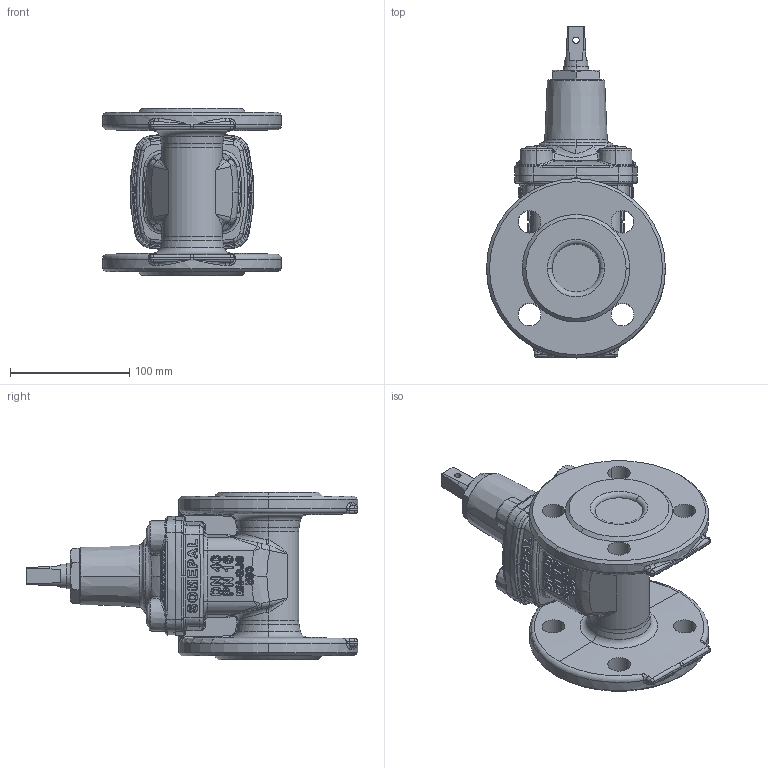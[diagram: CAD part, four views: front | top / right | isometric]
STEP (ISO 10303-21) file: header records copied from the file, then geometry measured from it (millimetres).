
FILE_DESCRIPTION (( 'STEP AP214' ), '1' );
FILE_NAME ('VCE FL S14 DN40 PN16 MOD3000.STEP', '2014-09-30T07:41:12', ( '' ), ( '' ), 'SwSTEP 2.0', 'SolidWorks 2014', '' );
FILE_SCHEMA (( 'AUTOMOTIVE_DESIGN' ));
Length unit declared in the file: millimetre
Products named in the file (1): VCE FL S14 DN40 PN16 MOD3000
Bounding box: 150 x 278 x 140 mm (x, y, z)
Volume: 1455972 mm3; surface area: 158454.9 mm2
Topology: 1 solids, 9 shells, 1605 faces, 4144 edges, 2622 vertices
Faces by surface type: bspline 1063, cylinder 212, plane 146, cone 86, torus 74, sphere 24
Entity records: 140661 total; most frequent: CARTESIAN_POINT 108943, ORIENTED_EDGE 8252, EDGE_CURVE 4126, DIRECTION 2944, B_SPLINE_CURVE_WITH_KNOTS 2855, VERTEX_POINT 2622, EDGE_LOOP 1716, ADVANCED_FACE 1605
